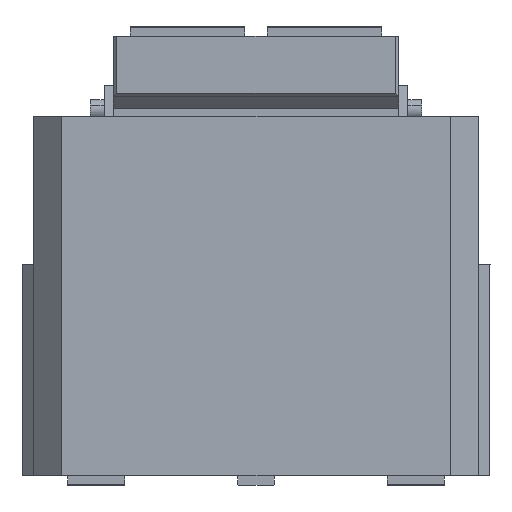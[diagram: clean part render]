
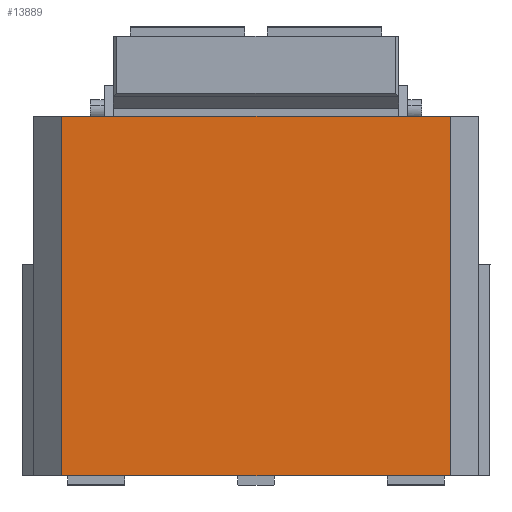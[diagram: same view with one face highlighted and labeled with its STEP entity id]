
A CAD part, left-side view. The second image highlights one B-rep face of the part: STEP entity #13889.
In plain terms, the highlighted planar face has unit normal (-1, 0, 0).
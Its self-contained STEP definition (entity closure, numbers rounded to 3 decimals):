
#12808=CARTESIAN_POINT('Vertex',(0.,-170.,0.)) ;
#12811=CARTESIAN_POINT('Line Origine',(0.,0.,0.)) ;
#12815=CARTESIAN_POINT('Vertex',(0.,170.,0.)) ;
#13851=CARTESIAN_POINT('Vertex',(0.,-170.,315.)) ;
#13854=CARTESIAN_POINT('Line Origine',(0.,-170.,157.5)) ;
#13866=CARTESIAN_POINT('Axis2P3D Location',(0.,0.,235.)) ;
#13871=CARTESIAN_POINT('Line Origine',(0.,0.,315.)) ;
#13875=CARTESIAN_POINT('Vertex',(0.,170.,315.)) ;
#13878=CARTESIAN_POINT('Line Origine',(0.,170.,157.5)) ;
#12812=DIRECTION('Vector Direction',(0.,-1.,0.)) ;
#13855=DIRECTION('Vector Direction',(0.,0.,-1.)) ;
#13867=DIRECTION('Axis2P3D Direction',(-1.,0.,0.)) ;
#13868=DIRECTION('Axis2P3D XDirection',(0.,-1.,0.)) ;
#13872=DIRECTION('Vector Direction',(0.,-1.,0.)) ;
#13879=DIRECTION('Vector Direction',(0.,0.,1.)) ;
#13869=AXIS2_PLACEMENT_3D('Plane Axis2P3D',#13866,#13867,#13868) ;
#13884=ORIENTED_EDGE('',*,*,#13858,.F.) ;
#13885=ORIENTED_EDGE('',*,*,#13877,.F.) ;
#13886=ORIENTED_EDGE('',*,*,#13882,.F.) ;
#13887=ORIENTED_EDGE('',*,*,#12817,.T.) ;
#12813=VECTOR('Line Direction',#12812,1.) ;
#13856=VECTOR('Line Direction',#13855,1.) ;
#13873=VECTOR('Line Direction',#13872,1.) ;
#13880=VECTOR('Line Direction',#13879,1.) ;
#13889=ADVANCED_FACE('CAM HOLDER',(#13888),#13870,.T.) ;
#12817=EDGE_CURVE('',#12816,#12809,#12814,.T.) ;
#13858=EDGE_CURVE('',#13852,#12809,#13857,.T.) ;
#13877=EDGE_CURVE('',#13876,#13852,#13874,.T.) ;
#13882=EDGE_CURVE('',#12816,#13876,#13881,.T.) ;
#13883=EDGE_LOOP('',(#13884,#13885,#13886,#13887)) ;
#13888=FACE_OUTER_BOUND('',#13883,.T.) ;
#12814=LINE('Line',#12811,#12813) ;
#13857=LINE('Line',#13854,#13856) ;
#13874=LINE('Line',#13871,#13873) ;
#13881=LINE('Line',#13878,#13880) ;
#13870=PLANE('Plane',#13869) ;
#12809=VERTEX_POINT('',#12808) ;
#12816=VERTEX_POINT('',#12815) ;
#13852=VERTEX_POINT('',#13851) ;
#13876=VERTEX_POINT('',#13875) ;
